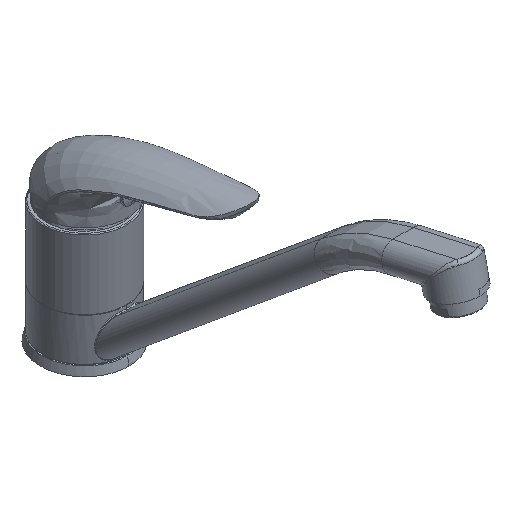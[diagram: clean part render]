
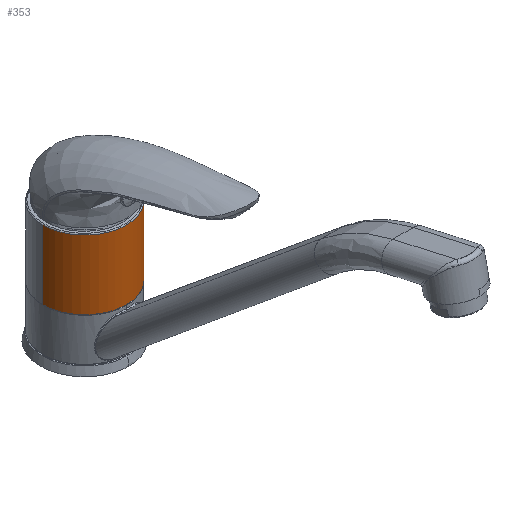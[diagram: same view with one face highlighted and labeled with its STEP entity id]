
A CAD part, isometric view. The second image highlights one B-rep face of the part: STEP entity #353.
In plain terms, the highlighted cylindrical face has radius 24.5 mm (diameter 49 mm), a partial arc.
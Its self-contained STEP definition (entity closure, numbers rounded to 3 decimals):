
#353=ADVANCED_FACE('',(#3147),#34920,.T.);
#3147=FACE_OUTER_BOUND('',#5201,.T.);
#5201=EDGE_LOOP('',(#8355,#8356,#8357,#8358));
#8355=ORIENTED_EDGE('',*,*,#19691,.T.);
#8356=ORIENTED_EDGE('',*,*,#19658,.F.);
#8357=ORIENTED_EDGE('',*,*,#19692,.F.);
#8358=ORIENTED_EDGE('',*,*,#19660,.F.);
#19658=EDGE_CURVE('',#31214,#31218,#25337,.T.);
#19660=EDGE_CURVE('',#31219,#31215,#25338,.T.);
#19691=EDGE_CURVE('',#31219,#31218,#30161,.T.);
#19692=EDGE_CURVE('',#31215,#31214,#30162,.T.);
#25337=B_SPLINE_CURVE_WITH_KNOTS('',1,(#43051,#43052),.UNSPECIFIED.,.F.,
 .F.,(2,2),(-40.5,0.),.UNSPECIFIED.);
#25338=B_SPLINE_CURVE_WITH_KNOTS('',1,(#43058,#43059),.UNSPECIFIED.,.F.,
 .F.,(2,2),(-40.5,0.),.UNSPECIFIED.);
#30161=(
BOUNDED_CURVE()
B_SPLINE_CURVE(2,(#43176,#43177,#43178,#43179,#43180),.UNSPECIFIED.,.F.,
 .F.)
B_SPLINE_CURVE_WITH_KNOTS((3,2,3),(75.226,112.925,150.624),
 .UNSPECIFIED.)
CURVE()
GEOMETRIC_REPRESENTATION_ITEM()
RATIONAL_B_SPLINE_CURVE((1.,0.707,1.,0.707,1.))
REPRESENTATION_ITEM('')
);
#30162=(
BOUNDED_CURVE()
B_SPLINE_CURVE(2,(#43181,#43182,#43183,#43184,#43185),.UNSPECIFIED.,.F.,
 .F.)
B_SPLINE_CURVE_WITH_KNOTS((3,2,3),(0.,38.485,76.969),
 .UNSPECIFIED.)
CURVE()
GEOMETRIC_REPRESENTATION_ITEM()
RATIONAL_B_SPLINE_CURVE((1.,0.707,1.,0.707,1.))
REPRESENTATION_ITEM('')
);
#31214=VERTEX_POINT('',#43024);
#31215=VERTEX_POINT('',#43025);
#31218=VERTEX_POINT('',#43028);
#31219=VERTEX_POINT('',#43029);
#34920=CYLINDRICAL_SURFACE('',#37326,24.5);
#37326=AXIS2_PLACEMENT_3D('',#43023,#39214,$);
#39214=DIRECTION('',(0.,0.,1.));
#43023=CARTESIAN_POINT('',(0.,0.,-20.25));
#43024=CARTESIAN_POINT('',(24.5,0.,0.));
#43025=CARTESIAN_POINT('',(-24.5,0.,0.));
#43028=CARTESIAN_POINT('',(24.5,0.,-40.5));
#43029=CARTESIAN_POINT('',(-24.5,0.,-40.5));
#43051=CARTESIAN_POINT('',(24.5,0.,0.));
#43052=CARTESIAN_POINT('',(24.5,0.,-40.5));
#43058=CARTESIAN_POINT('',(-24.5,0.,-40.5));
#43059=CARTESIAN_POINT('',(-24.5,0.,0.));
#43176=CARTESIAN_POINT('',(-24.5,0.,-40.5));
#43177=CARTESIAN_POINT('',(-24.5,-24.5,-40.5));
#43178=CARTESIAN_POINT('',(0.,-24.5,-40.5));
#43179=CARTESIAN_POINT('',(24.5,-24.5,-40.5));
#43180=CARTESIAN_POINT('',(24.5,0.,-40.5));
#43181=CARTESIAN_POINT('',(-24.5,0.,0.));
#43182=CARTESIAN_POINT('',(-24.5,-24.5,0.));
#43183=CARTESIAN_POINT('',(0.,-24.5,0.));
#43184=CARTESIAN_POINT('',(24.5,-24.5,0.));
#43185=CARTESIAN_POINT('',(24.5,0.,0.));
